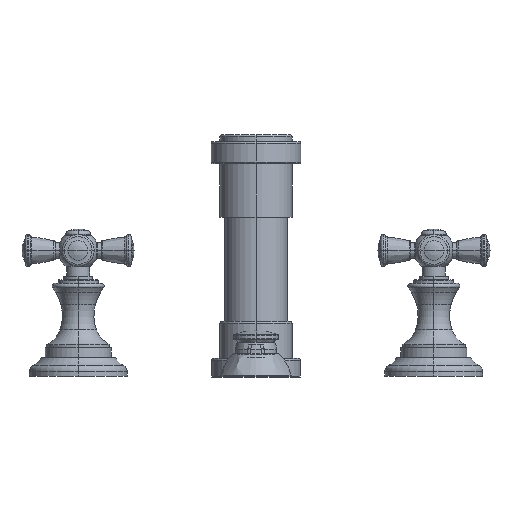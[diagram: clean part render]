
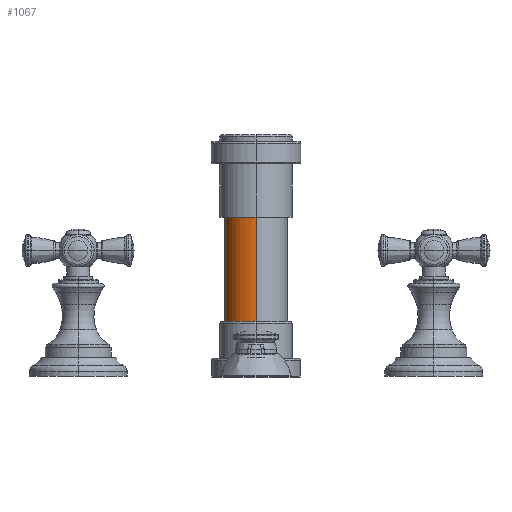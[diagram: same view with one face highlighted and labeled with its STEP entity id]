
A CAD part, top view. The second image highlights one B-rep face of the part: STEP entity #1067.
In plain terms, the highlighted cylindrical face has radius 17.78 mm (diameter 35.56 mm), a partial arc.
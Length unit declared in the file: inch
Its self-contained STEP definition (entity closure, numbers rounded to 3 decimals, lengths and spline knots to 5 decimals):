
#657=CARTESIAN_POINT('',(0.,3.595,-9.));
#658=DIRECTION('',(0.,1.,0.));
#659=DIRECTION('',(0.,0.,-1.));
#660=AXIS2_PLACEMENT_3D('',#657,#658,#659);
#667=DIRECTION('',(0.,-1.,0.));
#668=VECTOR('',#667,2.345);
#669=CARTESIAN_POINT('',(0.,3.595,-9.7));
#670=LINE('',#669,#668);
#671=DIRECTION('',(0.,-1.,0.));
#672=VECTOR('',#671,2.345);
#673=CARTESIAN_POINT('',(0.,3.595,-8.3));
#674=LINE('',#673,#672);
#685=CARTESIAN_POINT('',(0.,1.25,-9.));
#686=DIRECTION('',(0.,1.,0.));
#687=DIRECTION('',(0.,0.,-1.));
#688=AXIS2_PLACEMENT_3D('',#685,#686,#687);
#843=CARTESIAN_POINT('',(0.,1.25,-9.7));
#844=CARTESIAN_POINT('',(0.,1.25,-8.3));
#845=VERTEX_POINT('',#843);
#846=VERTEX_POINT('',#844);
#899=CARTESIAN_POINT('',(0.,3.595,-9.7));
#900=VERTEX_POINT('',#899);
#901=CARTESIAN_POINT('',(0.,3.595,-8.3));
#902=VERTEX_POINT('',#901);
#1053=CARTESIAN_POINT('',(0.,1.125,-9.));
#1054=DIRECTION('',(0.,1.,0.));
#1055=DIRECTION('',(0.,0.,-1.));
#1056=AXIS2_PLACEMENT_3D('',#1053,#1054,#1055);
#1057=CYLINDRICAL_SURFACE('',#1056,0.7);
#1059=ORIENTED_EDGE('',*,*,#1058,.T.);
#1061=ORIENTED_EDGE('',*,*,#1060,.F.);
#1063=ORIENTED_EDGE('',*,*,#1062,.F.);
#1064=ORIENTED_EDGE('',*,*,#1046,.T.);
#1065=EDGE_LOOP('',(#1059,#1061,#1063,#1064));
#1066=FACE_OUTER_BOUND('',#1065,.F.);
#1067=ADVANCED_FACE('',(#1066),#1057,.T.);
#661=CIRCLE('',#660,0.7);
#689=CIRCLE('',#688,0.7);
#1046=EDGE_CURVE('',#900,#902,#661,.T.);
#1058=EDGE_CURVE('',#902,#846,#674,.T.);
#1060=EDGE_CURVE('',#845,#846,#689,.T.);
#1062=EDGE_CURVE('',#900,#845,#670,.T.);
